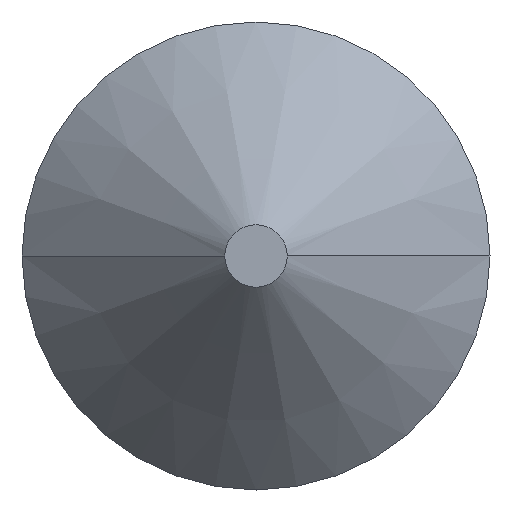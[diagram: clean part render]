
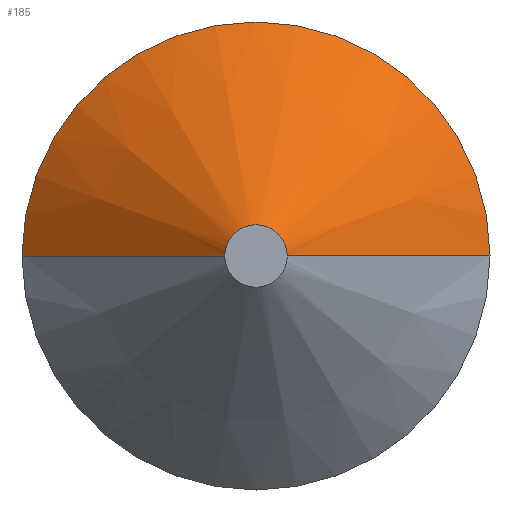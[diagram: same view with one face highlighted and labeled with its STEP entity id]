
A CAD part, front view. The second image highlights one B-rep face of the part: STEP entity #185.
In plain terms, the highlighted conical face has half-angle 45 degrees and reference radius 1.27 mm.
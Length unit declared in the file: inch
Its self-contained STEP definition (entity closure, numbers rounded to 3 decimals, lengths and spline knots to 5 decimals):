
#31 = AXIS2_PLACEMENT_3D ( 'NONE', #309, #154, #213 ) ;
#43 = DIRECTION ( 'NONE',  ( 0., 1., 0. ) ) ;
#46 = FACE_OUTER_BOUND ( 'NONE', #130, .T. ) ;
#47 = CARTESIAN_POINT ( 'NONE',  ( 0.05, 0., 0. ) ) ;
#59 = CARTESIAN_POINT ( 'NONE',  ( 0., 0.325, 0. ) ) ;
#72 = LINE ( 'NONE', #75, #181 ) ;
#75 = CARTESIAN_POINT ( 'NONE',  ( -0.05, 0., 0. ) ) ;
#78 = ORIENTED_EDGE ( 'NONE', *, *, #150, .T. ) ;
#79 = AXIS2_PLACEMENT_3D ( 'NONE', #59, #160, #229 ) ;
#98 = LINE ( 'NONE', #47, #192 ) ;
#103 = VERTEX_POINT ( 'NONE', #300 ) ;
#122 = CONICAL_SURFACE ( 'NONE', #158, 0.05, 0.785 ) ;
#130 = EDGE_LOOP ( 'NONE', ( #219, #78, #286, #272 ) ) ;
#133 = EDGE_CURVE ( 'NONE', #290, #103, #72, .T. ) ;
#144 = EDGE_CURVE ( 'NONE', #161, #290, #171, .T. ) ;
#146 = DIRECTION ( 'NONE',  ( -1., 0., 0. ) ) ;
#150 = EDGE_CURVE ( 'NONE', #161, #175, #98, .T. ) ;
#154 = DIRECTION ( 'NONE',  ( 0., -1., 0. ) ) ;
#158 = AXIS2_PLACEMENT_3D ( 'NONE', #257, #43, #146 ) ;
#160 = DIRECTION ( 'NONE',  ( 0., -1., 0. ) ) ;
#161 = VERTEX_POINT ( 'NONE', #263 ) ;
#171 = CIRCLE ( 'NONE', #31, 0.05 ) ;
#173 = CARTESIAN_POINT ( 'NONE',  ( 0.375, 0.325, 0. ) ) ;
#175 = VERTEX_POINT ( 'NONE', #173 ) ;
#181 = VECTOR ( 'NONE', #305, 39.37008 ) ;
#185 = ADVANCED_FACE ( 'NONE', ( #46 ), #122, .T. ) ;
#192 = VECTOR ( 'NONE', #258, 39.37008 ) ;
#213 = DIRECTION ( 'NONE',  ( 1., 0., 0. ) ) ;
#219 = ORIENTED_EDGE ( 'NONE', *, *, #144, .F. ) ;
#229 = DIRECTION ( 'NONE',  ( 1., 0., 0. ) ) ;
#249 = EDGE_CURVE ( 'NONE', #175, #103, #264, .T. ) ;
#257 = CARTESIAN_POINT ( 'NONE',  ( 0., 0., 0. ) ) ;
#258 = DIRECTION ( 'NONE',  ( 0.707, 0.707, 0. ) ) ;
#263 = CARTESIAN_POINT ( 'NONE',  ( 0.05, 0., 0. ) ) ;
#264 = CIRCLE ( 'NONE', #79, 0.375 ) ;
#272 = ORIENTED_EDGE ( 'NONE', *, *, #133, .F. ) ;
#286 = ORIENTED_EDGE ( 'NONE', *, *, #249, .T. ) ;
#288 = CARTESIAN_POINT ( 'NONE',  ( -0.05, 0., 0. ) ) ;
#290 = VERTEX_POINT ( 'NONE', #288 ) ;
#300 = CARTESIAN_POINT ( 'NONE',  ( -0.375, 0.325, 0. ) ) ;
#305 = DIRECTION ( 'NONE',  ( -0.707, 0.707, 0. ) ) ;
#309 = CARTESIAN_POINT ( 'NONE',  ( 0., 0., 0. ) ) ;
